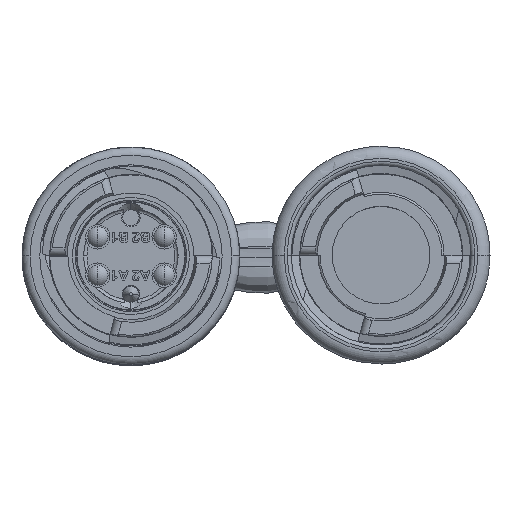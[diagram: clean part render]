
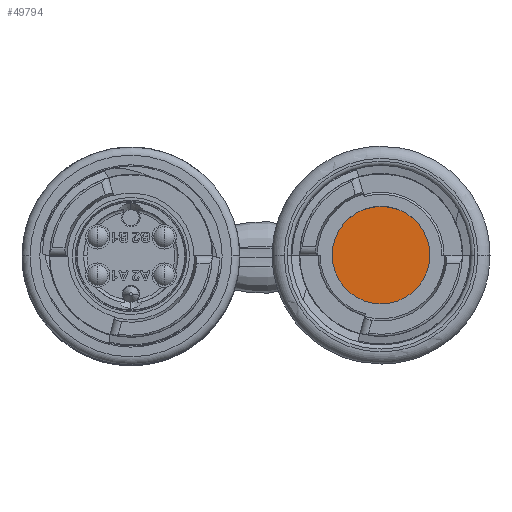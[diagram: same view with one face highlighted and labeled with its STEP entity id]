
A CAD part, top view. The second image highlights one B-rep face of the part: STEP entity #49794.
In plain terms, the highlighted planar face has unit normal (0, 0, 1).
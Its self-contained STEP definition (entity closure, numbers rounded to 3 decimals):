
#757 = CARTESIAN_POINT ( 'NONE',  ( 31., 0., 43.45 ) ) ;
#2176 = ORIENTED_EDGE ( 'NONE', *, *, #31886, .T. ) ;
#6742 = PLANE ( 'NONE',  #12168 ) ;
#10595 = CIRCLE ( 'NONE', #23433, 6.05 ) ;
#11218 = CARTESIAN_POINT ( 'NONE',  ( 31., 0., 43.45 ) ) ;
#12168 = AXIS2_PLACEMENT_3D ( 'NONE', #60648, #17206, #41423 ) ;
#13012 = CIRCLE ( 'NONE', #51701, 6.05 ) ;
#17206 = DIRECTION ( 'NONE',  ( 0., 0., 1. ) ) ;
#19274 = DIRECTION ( 'NONE',  ( 0., 0., 1. ) ) ;
#23433 = AXIS2_PLACEMENT_3D ( 'NONE', #11218, #34160, #43797 ) ;
#28013 = EDGE_CURVE ( 'NONE', #53623, #46253, #10595, .T. ) ;
#29422 = CARTESIAN_POINT ( 'NONE',  ( 24.95, 0., 43.45 ) ) ;
#31886 = EDGE_CURVE ( 'NONE', #46253, #53623, #13012, .T. ) ;
#34160 = DIRECTION ( 'NONE',  ( 0., 0., 1. ) ) ;
#38531 = DIRECTION ( 'NONE',  ( 1., 0., 0. ) ) ;
#39875 = FACE_OUTER_BOUND ( 'NONE', #55125, .T. ) ;
#41423 = DIRECTION ( 'NONE',  ( -1., 0., 0. ) ) ;
#43324 = ORIENTED_EDGE ( 'NONE', *, *, #28013, .T. ) ;
#43797 = DIRECTION ( 'NONE',  ( 1., 0., 0. ) ) ;
#46253 = VERTEX_POINT ( 'NONE', #61282 ) ;
#49794 = ADVANCED_FACE ( 'NONE', ( #39875 ), #6742, .T. ) ;
#51701 = AXIS2_PLACEMENT_3D ( 'NONE', #757, #19274, #38531 ) ;
#53623 = VERTEX_POINT ( 'NONE', #29422 ) ;
#55125 = EDGE_LOOP ( 'NONE', ( #43324, #2176 ) ) ;
#60648 = CARTESIAN_POINT ( 'NONE',  ( 27.501, 0.045, 43.45 ) ) ;
#61282 = CARTESIAN_POINT ( 'NONE',  ( 37.05, 0., 43.45 ) ) ;
